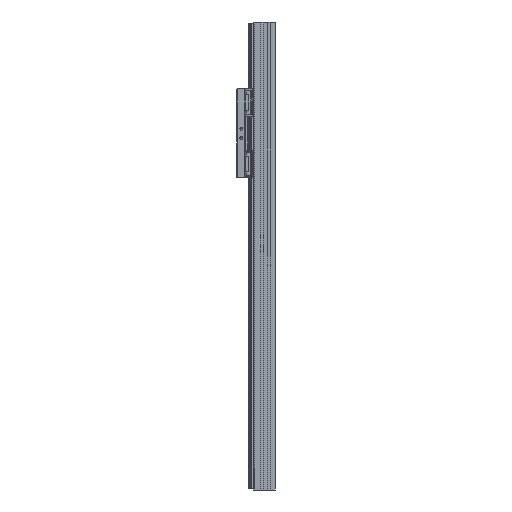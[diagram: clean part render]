
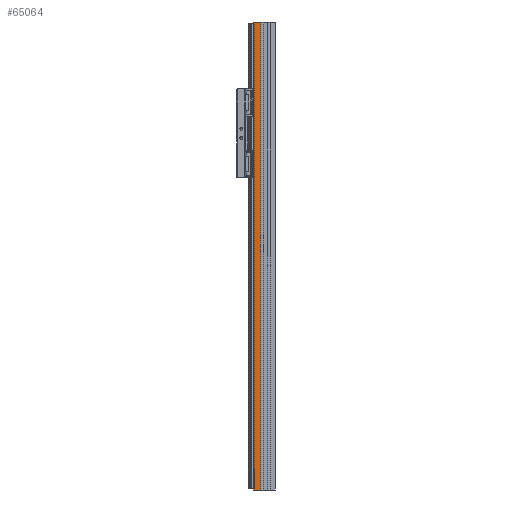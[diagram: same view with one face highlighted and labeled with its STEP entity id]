
A CAD part, left-side view. The second image highlights one B-rep face of the part: STEP entity #65064.
In plain terms, the highlighted planar face has unit normal (-1, 0, 0).
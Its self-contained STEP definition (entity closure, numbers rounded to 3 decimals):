
#595 = ORIENTED_EDGE ( 'NONE', *, *, #44235, .T. ) ;
#5456 = CARTESIAN_POINT ( 'NONE',  ( -1.181, 1.004, -7.874 ) ) ;
#11518 = CARTESIAN_POINT ( 'NONE',  ( -1.181, 0.709, -7.874 ) ) ;
#12624 = VERTEX_POINT ( 'NONE', #53629 ) ;
#13540 = CARTESIAN_POINT ( 'NONE',  ( -1.181, 0.709, 7.874 ) ) ;
#19365 = EDGE_CURVE ( 'NONE', #72872, #19532, #48167, .T. ) ;
#19532 = VERTEX_POINT ( 'NONE', #13540 ) ;
#31059 = AXIS2_PLACEMENT_3D ( 'NONE', #5456, #58941, #37391 ) ;
#32625 = PLANE ( 'NONE',  #31059 ) ;
#35565 = ORIENTED_EDGE ( 'NONE', *, *, #64427, .T. ) ;
#37391 = DIRECTION ( 'NONE',  ( 0., -1., 0. ) ) ;
#37850 = LINE ( 'NONE', #11518, #77075 ) ;
#38027 = CARTESIAN_POINT ( 'NONE',  ( -1.181, 1.26, -7.874 ) ) ;
#43190 = EDGE_LOOP ( 'NONE', ( #57781, #51480, #595, #35565 ) ) ;
#44235 = EDGE_CURVE ( 'NONE', #19532, #52795, #37850, .T. ) ;
#44716 = FACE_OUTER_BOUND ( 'NONE', #43190, .T. ) ;
#45172 = DIRECTION ( 'NONE',  ( 0., 0., -1. ) ) ;
#46439 = CARTESIAN_POINT ( 'NONE',  ( -1.181, 0.492, 7.874 ) ) ;
#47320 = CARTESIAN_POINT ( 'NONE',  ( -1.181, 0.709, -7.874 ) ) ;
#48167 = LINE ( 'NONE', #74486, #71447 ) ;
#48605 = DIRECTION ( 'NONE',  ( 0., 1., 0. ) ) ;
#51480 = ORIENTED_EDGE ( 'NONE', *, *, #19365, .T. ) ;
#52795 = VERTEX_POINT ( 'NONE', #47320 ) ;
#53629 = CARTESIAN_POINT ( 'NONE',  ( -1.181, 0.492, -7.874 ) ) ;
#56801 = VECTOR ( 'NONE', #60766, 39.37 ) ;
#57781 = ORIENTED_EDGE ( 'NONE', *, *, #75862, .T. ) ;
#58941 = DIRECTION ( 'NONE',  ( -1., 0., 0. ) ) ;
#60355 = LINE ( 'NONE', #81448, #56801 ) ;
#60766 = DIRECTION ( 'NONE',  ( 0., 0., 1. ) ) ;
#64427 = EDGE_CURVE ( 'NONE', #52795, #12624, #65199, .T. ) ;
#65064 = ADVANCED_FACE ( 'NONE', ( #44716 ), #32625, .T. ) ;
#65199 = LINE ( 'NONE', #38027, #75114 ) ;
#71447 = VECTOR ( 'NONE', #48605, 39.37 ) ;
#72872 = VERTEX_POINT ( 'NONE', #46439 ) ;
#74486 = CARTESIAN_POINT ( 'NONE',  ( -1.181, 0.709, 7.874 ) ) ;
#75114 = VECTOR ( 'NONE', #84162, 39.37 ) ;
#75862 = EDGE_CURVE ( 'NONE', #12624, #72872, #60355, .T. ) ;
#77075 = VECTOR ( 'NONE', #45172, 39.37 ) ;
#81448 = CARTESIAN_POINT ( 'NONE',  ( -1.181, 0.492, -7.874 ) ) ;
#84162 = DIRECTION ( 'NONE',  ( 0., -1., 0. ) ) ;
